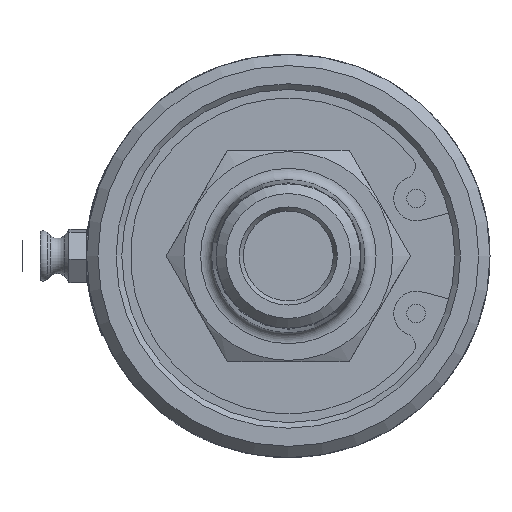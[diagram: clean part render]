
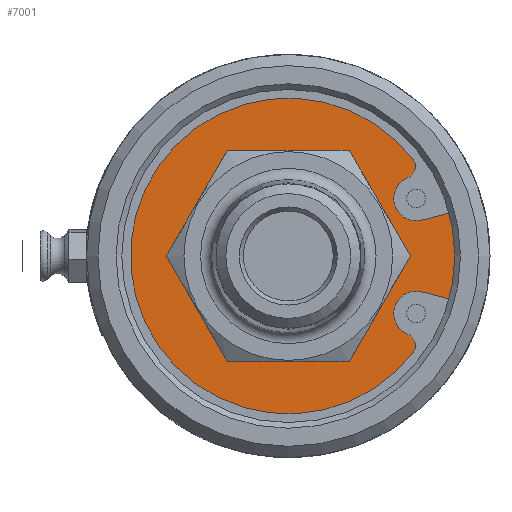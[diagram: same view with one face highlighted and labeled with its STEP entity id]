
A CAD part, left-side view. The second image highlights one B-rep face of the part: STEP entity #7001.
In plain terms, the highlighted planar face has unit normal (-1, 0, 0).
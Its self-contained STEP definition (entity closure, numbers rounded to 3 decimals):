
#719=FACE_BOUND('',#2320,.T.);
#764=LINE('',#9233,#1140);
#765=LINE('',#9237,#1141);
#1140=VECTOR('',#7906,10.);
#1141=VECTOR('',#7909,10.);
#1916=FACE_OUTER_BOUND('',#2319,.T.);
#2319=EDGE_LOOP('',(#4772,#4773,#4774,#4775,#4776,#4777,#4778,#4779));
#2320=EDGE_LOOP('',(#4780,#4781));
#2767=CIRCLE('',#7426,25.375);
#2768=CIRCLE('',#7427,3.17);
#2769=CIRCLE('',#7428,1.758);
#2770=CIRCLE('',#7429,22.303);
#2771=CIRCLE('',#7430,1.758);
#2772=CIRCLE('',#7431,3.17);
#2773=CIRCLE('',#7432,13.9);
#2774=CIRCLE('',#7433,13.9);
#3022=VERTEX_POINT('',#9231);
#3023=VERTEX_POINT('',#9232);
#3024=VERTEX_POINT('',#9234);
#3025=VERTEX_POINT('',#9236);
#3026=VERTEX_POINT('',#9238);
#3027=VERTEX_POINT('',#9240);
#3028=VERTEX_POINT('',#9242);
#3029=VERTEX_POINT('',#9244);
#3030=VERTEX_POINT('',#9247);
#3031=VERTEX_POINT('',#9248);
#3718=EDGE_CURVE('',#3022,#3023,#764,.T.);
#3719=EDGE_CURVE('',#3024,#3023,#2767,.T.);
#3720=EDGE_CURVE('',#3024,#3025,#765,.T.);
#3721=EDGE_CURVE('',#3025,#3026,#2768,.T.);
#3722=EDGE_CURVE('',#3026,#3027,#2769,.T.);
#3723=EDGE_CURVE('',#3027,#3028,#2770,.T.);
#3724=EDGE_CURVE('',#3028,#3029,#2771,.T.);
#3725=EDGE_CURVE('',#3029,#3022,#2772,.T.);
#3726=EDGE_CURVE('',#3030,#3031,#2773,.T.);
#3727=EDGE_CURVE('',#3031,#3030,#2774,.T.);
#4772=ORIENTED_EDGE('',*,*,#3718,.T.);
#4773=ORIENTED_EDGE('',*,*,#3719,.F.);
#4774=ORIENTED_EDGE('',*,*,#3720,.T.);
#4775=ORIENTED_EDGE('',*,*,#3721,.T.);
#4776=ORIENTED_EDGE('',*,*,#3722,.T.);
#4777=ORIENTED_EDGE('',*,*,#3723,.T.);
#4778=ORIENTED_EDGE('',*,*,#3724,.T.);
#4779=ORIENTED_EDGE('',*,*,#3725,.T.);
#4780=ORIENTED_EDGE('',*,*,#3726,.T.);
#4781=ORIENTED_EDGE('',*,*,#3727,.T.);
#6880=PLANE('',#7425);
#7001=ADVANCED_FACE('',(#1916,#719),#6880,.F.);
#7425=AXIS2_PLACEMENT_3D('',#9230,#7904,#7905);
#7426=AXIS2_PLACEMENT_3D('',#9235,#7907,#7908);
#7427=AXIS2_PLACEMENT_3D('',#9239,#7910,#7911);
#7428=AXIS2_PLACEMENT_3D('',#9241,#7912,#7913);
#7429=AXIS2_PLACEMENT_3D('',#9243,#7914,#7915);
#7430=AXIS2_PLACEMENT_3D('',#9245,#7916,#7917);
#7431=AXIS2_PLACEMENT_3D('',#9246,#7918,#7919);
#7432=AXIS2_PLACEMENT_3D('',#9249,#7920,#7921);
#7433=AXIS2_PLACEMENT_3D('',#9250,#7922,#7923);
#7904=DIRECTION('center_axis',(1.,0.,0.));
#7905=DIRECTION('ref_axis',(0.,0.,-1.));
#7906=DIRECTION('',(0.,-0.966,-0.259));
#7907=DIRECTION('center_axis',(1.,0.,0.));
#7908=DIRECTION('ref_axis',(0.,1.,0.));
#7909=DIRECTION('',(0.,0.966,-0.259));
#7910=DIRECTION('center_axis',(1.,0.,0.));
#7911=DIRECTION('ref_axis',(0.,-0.259,-0.966));
#7912=DIRECTION('center_axis',(-1.,0.,0.));
#7913=DIRECTION('ref_axis',(0.,0.881,-0.473));
#7914=DIRECTION('center_axis',(-1.,0.,0.));
#7915=DIRECTION('ref_axis',(0.,0.796,0.605));
#7916=DIRECTION('center_axis',(-1.,0.,0.));
#7917=DIRECTION('ref_axis',(0.,0.488,-0.873));
#7918=DIRECTION('center_axis',(1.,0.,0.));
#7919=DIRECTION('ref_axis',(0.,0.315,-0.949));
#7920=DIRECTION('center_axis',(1.,0.,0.));
#7921=DIRECTION('ref_axis',(0.,0.,1.));
#7922=DIRECTION('center_axis',(1.,0.,0.));
#7923=DIRECTION('ref_axis',(0.,0.,1.));
#9230=CARTESIAN_POINT('Origin',(5.217,18.938,0.));
#9231=CARTESIAN_POINT('',(5.217,-18.884,-5.06));
#9232=CARTESIAN_POINT('',(5.217,-24.51,-6.568));
#9233=CARTESIAN_POINT('',(5.217,-6.336,-1.698));
#9234=CARTESIAN_POINT('',(5.217,-24.51,6.568));
#9235=CARTESIAN_POINT('Origin',(5.217,0.,0.));
#9236=CARTESIAN_POINT('',(5.217,-18.884,5.06));
#9237=CARTESIAN_POINT('',(5.217,-3.523,0.944));
#9238=CARTESIAN_POINT('',(5.217,-17.064,11.13));
#9239=CARTESIAN_POINT('Origin',(5.217,-18.064,8.122));
#9240=CARTESIAN_POINT('',(5.217,-17.755,13.497));
#9241=CARTESIAN_POINT('Origin',(5.217,-16.206,12.665));
#9242=CARTESIAN_POINT('',(5.217,-17.755,-13.497));
#9243=CARTESIAN_POINT('Origin',(5.217,0.,0.));
#9244=CARTESIAN_POINT('',(5.217,-17.064,-11.13));
#9245=CARTESIAN_POINT('Origin',(5.217,-16.206,-12.665));
#9246=CARTESIAN_POINT('Origin',(5.217,-18.064,-8.122));
#9247=CARTESIAN_POINT('',(5.217,0.,13.9));
#9248=CARTESIAN_POINT('',(5.217,0.,-13.9));
#9249=CARTESIAN_POINT('Origin',(5.217,0.,
0.));
#9250=CARTESIAN_POINT('Origin',(5.217,0.,
0.));
